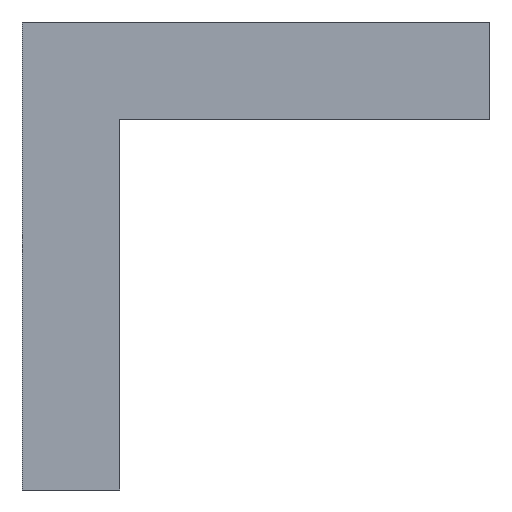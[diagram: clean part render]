
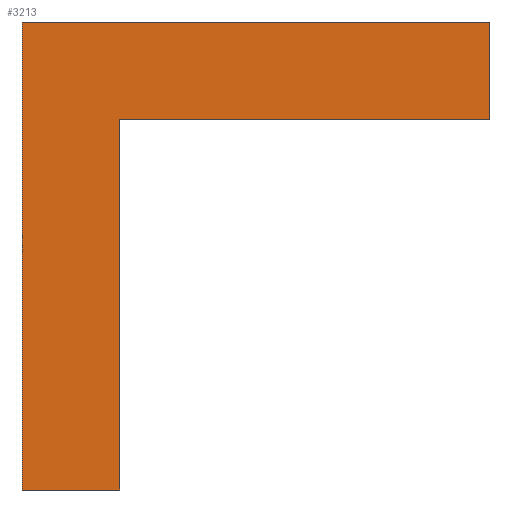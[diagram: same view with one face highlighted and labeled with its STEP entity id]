
A CAD part, front view. The second image highlights one B-rep face of the part: STEP entity #3213.
In plain terms, the highlighted planar face has unit normal (0, -1, 0).
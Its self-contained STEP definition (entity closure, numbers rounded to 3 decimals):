
#43 = CARTESIAN_POINT ( 'NONE',  ( 2.5, 0., 0. ) ) ;
#44 = EDGE_CURVE ( 'NONE', #3248, #3006, #3615, .T. ) ;
#59 = CARTESIAN_POINT ( 'NONE',  ( 0., 0., 0. ) ) ;
#131 = ORIENTED_EDGE ( 'NONE', *, *, #44, .T. ) ;
#305 = EDGE_LOOP ( 'NONE', ( #131, #2837, #3127, #1081, #2218, #5047 ) ) ;
#309 = EDGE_CURVE ( 'NONE', #4453, #3006, #1909, .T. ) ;
#536 = PLANE ( 'NONE',  #852 ) ;
#571 = VECTOR ( 'NONE', #2462, 1000. ) ;
#852 = AXIS2_PLACEMENT_3D ( 'NONE', #59, #4697, #3900 ) ;
#986 = CARTESIAN_POINT ( 'NONE',  ( 12., 0., 0. ) ) ;
#1058 = CARTESIAN_POINT ( 'NONE',  ( 0., 0., -2.5 ) ) ;
#1081 = ORIENTED_EDGE ( 'NONE', *, *, #4676, .T. ) ;
#1135 = CARTESIAN_POINT ( 'NONE',  ( 0., 0., -12. ) ) ;
#1205 = VERTEX_POINT ( 'NONE', #2846 ) ;
#1207 = VECTOR ( 'NONE', #4939, 1000. ) ;
#1570 = VECTOR ( 'NONE', #2582, 1000. ) ;
#1789 = DIRECTION ( 'NONE',  ( 0., 0., -1. ) ) ;
#1822 = EDGE_CURVE ( 'NONE', #2814, #4663, #4899, .T. ) ;
#1909 = LINE ( 'NONE', #5099, #1570 ) ;
#1938 = EDGE_CURVE ( 'NONE', #1205, #4453, #2476, .T. ) ;
#2218 = ORIENTED_EDGE ( 'NONE', *, *, #1822, .T. ) ;
#2443 = CARTESIAN_POINT ( 'NONE',  ( 0., 0., 0. ) ) ;
#2462 = DIRECTION ( 'NONE',  ( 0., 0., -1. ) ) ;
#2476 = LINE ( 'NONE', #2443, #3187 ) ;
#2517 = CARTESIAN_POINT ( 'NONE',  ( 2.5, 0., -12. ) ) ;
#2582 = DIRECTION ( 'NONE',  ( 0., 0., -1. ) ) ;
#2584 = CARTESIAN_POINT ( 'NONE',  ( 2.5, 0., -2.5 ) ) ;
#2814 = VERTEX_POINT ( 'NONE', #5307 ) ;
#2837 = ORIENTED_EDGE ( 'NONE', *, *, #309, .F. ) ;
#2846 = CARTESIAN_POINT ( 'NONE',  ( 0., 0., 0. ) ) ;
#3006 = VERTEX_POINT ( 'NONE', #3417 ) ;
#3101 = VECTOR ( 'NONE', #1789, 1000. ) ;
#3127 = ORIENTED_EDGE ( 'NONE', *, *, #1938, .F. ) ;
#3162 = EDGE_CURVE ( 'NONE', #3248, #4663, #4232, .T. ) ;
#3187 = VECTOR ( 'NONE', #4134, 1000. ) ;
#3213 = ADVANCED_FACE ( 'NONE', ( #5028 ), #536, .F. ) ;
#3248 = VERTEX_POINT ( 'NONE', #2584 ) ;
#3417 = CARTESIAN_POINT ( 'NONE',  ( 12., 0., -2.5 ) ) ;
#3536 = DIRECTION ( 'NONE',  ( 1., 0., 0. ) ) ;
#3615 = LINE ( 'NONE', #1058, #4347 ) ;
#3900 = DIRECTION ( 'NONE',  ( 0., 0., 1. ) ) ;
#4134 = DIRECTION ( 'NONE',  ( 1., 0., 0. ) ) ;
#4151 = LINE ( 'NONE', #4614, #571 ) ;
#4232 = LINE ( 'NONE', #43, #3101 ) ;
#4347 = VECTOR ( 'NONE', #3536, 1000. ) ;
#4453 = VERTEX_POINT ( 'NONE', #986 ) ;
#4614 = CARTESIAN_POINT ( 'NONE',  ( 0., 0., 0. ) ) ;
#4663 = VERTEX_POINT ( 'NONE', #2517 ) ;
#4676 = EDGE_CURVE ( 'NONE', #1205, #2814, #4151, .T. ) ;
#4697 = DIRECTION ( 'NONE',  ( 0., 1., 0. ) ) ;
#4899 = LINE ( 'NONE', #1135, #1207 ) ;
#4939 = DIRECTION ( 'NONE',  ( 1., 0., 0. ) ) ;
#5028 = FACE_OUTER_BOUND ( 'NONE', #305, .T. ) ;
#5047 = ORIENTED_EDGE ( 'NONE', *, *, #3162, .F. ) ;
#5099 = CARTESIAN_POINT ( 'NONE',  ( 12., 0., 0. ) ) ;
#5307 = CARTESIAN_POINT ( 'NONE',  ( 0., 0., -12. ) ) ;
